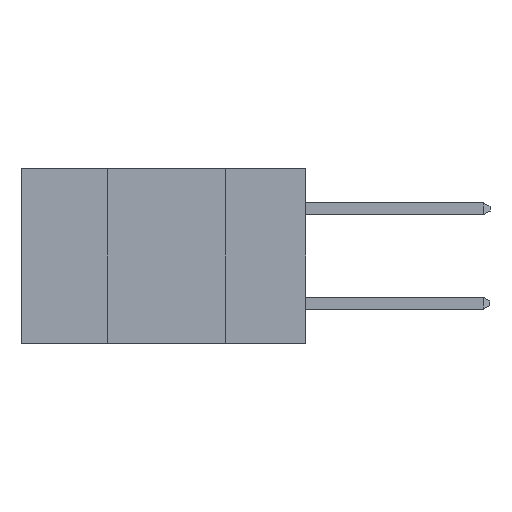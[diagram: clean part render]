
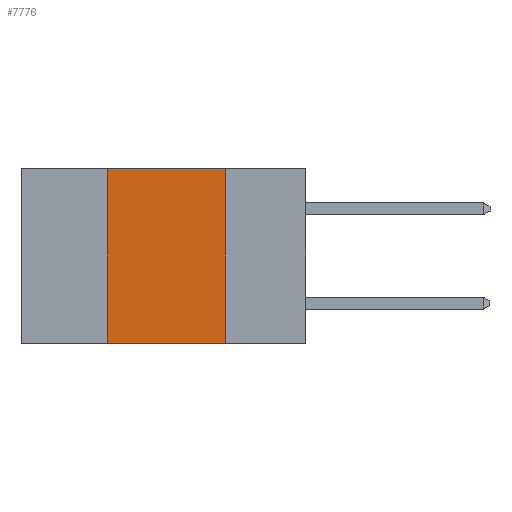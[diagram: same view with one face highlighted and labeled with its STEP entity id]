
A CAD part, left-side view. The second image highlights one B-rep face of the part: STEP entity #7776.
In plain terms, the highlighted planar face has unit normal (-1, 0, 0).
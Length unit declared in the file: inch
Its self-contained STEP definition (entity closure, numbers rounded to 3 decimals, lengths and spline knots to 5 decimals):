
#1109 = LINE ( 'NONE', #17916, #16940 ) ;
#1321 = CARTESIAN_POINT ( 'NONE',  ( 0., 0.42, 0. ) ) ;
#1729 = DIRECTION ( 'NONE',  ( 0., 0., -1. ) ) ;
#1830 = EDGE_CURVE ( 'NONE', #10131, #6871, #12706, .T. ) ;
#2968 = CARTESIAN_POINT ( 'NONE',  ( 0., 0.6, 0. ) ) ;
#3700 = EDGE_CURVE ( 'NONE', #19148, #6871, #9431, .T. ) ;
#4117 = ORIENTED_EDGE ( 'NONE', *, *, #8469, .F. ) ;
#4239 = VECTOR ( 'NONE', #17586, 39.37008 ) ;
#4344 = VERTEX_POINT ( 'NONE', #1321 ) ;
#4648 = DIRECTION ( 'NONE',  ( 0., -1., 0. ) ) ;
#6125 = DIRECTION ( 'NONE',  ( 1., 0., 0. ) ) ;
#6871 = VERTEX_POINT ( 'NONE', #14694 ) ;
#7705 = ORIENTED_EDGE ( 'NONE', *, *, #3700, .F. ) ;
#7776 = ADVANCED_FACE ( 'NONE', ( #14904 ), #12053, .F. ) ;
#7795 = EDGE_CURVE ( 'NONE', #4344, #19148, #10900, .T. ) ;
#8469 = EDGE_CURVE ( 'NONE', #10131, #4344, #1109, .T. ) ;
#9053 = DIRECTION ( 'NONE',  ( 0., 0., 1. ) ) ;
#9431 = LINE ( 'NONE', #16181, #13421 ) ;
#9831 = CARTESIAN_POINT ( 'NONE',  ( 0., 0.17, 0. ) ) ;
#10131 = VERTEX_POINT ( 'NONE', #12582 ) ;
#10900 = LINE ( 'NONE', #2968, #14434 ) ;
#12053 = PLANE ( 'NONE',  #16119 ) ;
#12119 = ORIENTED_EDGE ( 'NONE', *, *, #1830, .T. ) ;
#12582 = CARTESIAN_POINT ( 'NONE',  ( 0., 0.42, -0.37 ) ) ;
#12706 = LINE ( 'NONE', #17398, #4239 ) ;
#13421 = VECTOR ( 'NONE', #1729, 39.37008 ) ;
#14225 = EDGE_LOOP ( 'NONE', ( #7705, #15624, #4117, #12119 ) ) ;
#14434 = VECTOR ( 'NONE', #4648, 39.37008 ) ;
#14694 = CARTESIAN_POINT ( 'NONE',  ( 0., 0.17, -0.37 ) ) ;
#14904 = FACE_OUTER_BOUND ( 'NONE', #14225, .T. ) ;
#15071 = CARTESIAN_POINT ( 'NONE',  ( 0., 0.6, 0. ) ) ;
#15624 = ORIENTED_EDGE ( 'NONE', *, *, #7795, .F. ) ;
#16119 = AXIS2_PLACEMENT_3D ( 'NONE', #15071, #6125, #16547 ) ;
#16181 = CARTESIAN_POINT ( 'NONE',  ( 0., 0.17, 0. ) ) ;
#16547 = DIRECTION ( 'NONE',  ( 0., 0., -1. ) ) ;
#16940 = VECTOR ( 'NONE', #9053, 39.37008 ) ;
#17398 = CARTESIAN_POINT ( 'NONE',  ( 0., 0.6, -0.37 ) ) ;
#17586 = DIRECTION ( 'NONE',  ( 0., -1., 0. ) ) ;
#17916 = CARTESIAN_POINT ( 'NONE',  ( 0., 0.42, 0. ) ) ;
#19148 = VERTEX_POINT ( 'NONE', #9831 ) ;
